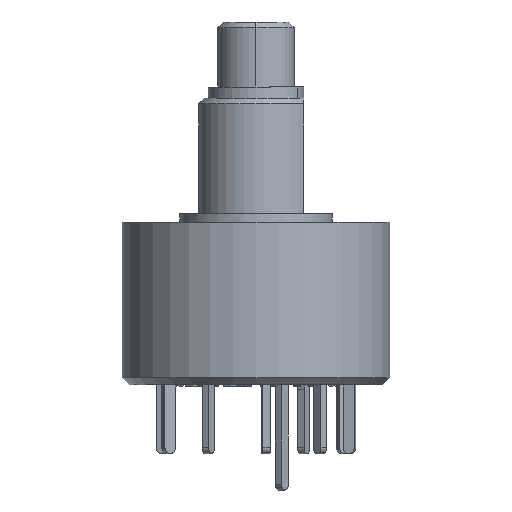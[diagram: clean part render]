
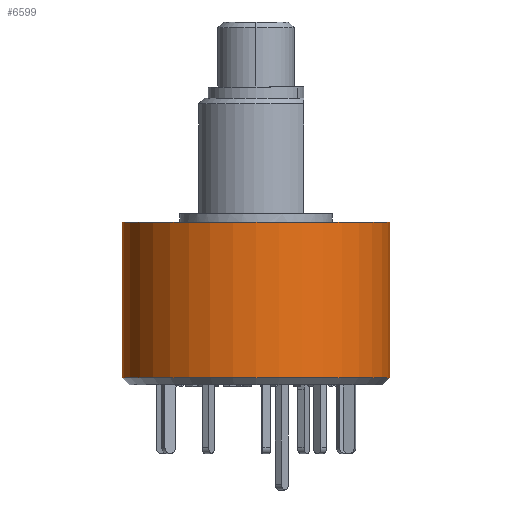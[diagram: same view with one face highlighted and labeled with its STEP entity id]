
A CAD part, left-side view. The second image highlights one B-rep face of the part: STEP entity #6599.
In plain terms, the highlighted cylindrical face has radius 7 mm (diameter 14 mm), a partial arc.
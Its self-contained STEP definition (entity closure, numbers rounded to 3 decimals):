
#120 = CARTESIAN_POINT ( 'NONE',  ( 0., 7., -8.574 ) ) ;
#514 = EDGE_LOOP ( 'NONE', ( #9985, #7210, #13744, #9601 ) ) ;
#551 = CARTESIAN_POINT ( 'NONE',  ( 0., -7., -0.45 ) ) ;
#823 = DIRECTION ( 'NONE',  ( 0., 0., 1. ) ) ;
#890 = AXIS2_PLACEMENT_3D ( 'NONE', #1122, #8366, #10836 ) ;
#1122 = CARTESIAN_POINT ( 'NONE',  ( 0., 0., -8.574 ) ) ;
#1573 = DIRECTION ( 'NONE',  ( 0., 0., -1. ) ) ;
#4401 = EDGE_CURVE ( 'NONE', #14325, #5461, #5499, .T. ) ;
#5407 = AXIS2_PLACEMENT_3D ( 'NONE', #6772, #10385, #14105 ) ;
#5461 = VERTEX_POINT ( 'NONE', #8641 ) ;
#5499 = CIRCLE ( 'NONE', #890, 7. ) ;
#6216 = FACE_OUTER_BOUND ( 'NONE', #514, .T. ) ;
#6599 = ADVANCED_FACE ( 'NONE', ( #6216 ), #9710, .T. ) ;
#6772 = CARTESIAN_POINT ( 'NONE',  ( 0., 0., -0.45 ) ) ;
#7054 = VECTOR ( 'NONE', #1573, 1000. ) ;
#7210 = ORIENTED_EDGE ( 'NONE', *, *, #12338, .F. ) ;
#7241 = LINE ( 'NONE', #14950, #7054 ) ;
#7822 = VERTEX_POINT ( 'NONE', #9909 ) ;
#8018 = VECTOR ( 'NONE', #14187, 1000. ) ;
#8366 = DIRECTION ( 'NONE',  ( 0., 0., 1. ) ) ;
#8641 = CARTESIAN_POINT ( 'NONE',  ( 0., -7., -8.574 ) ) ;
#8832 = EDGE_CURVE ( 'NONE', #11965, #5461, #13596, .T. ) ;
#9601 = ORIENTED_EDGE ( 'NONE', *, *, #4401, .T. ) ;
#9710 = CYLINDRICAL_SURFACE ( 'NONE', #5407, 7. ) ;
#9909 = CARTESIAN_POINT ( 'NONE',  ( 0., 7., -0.45 ) ) ;
#9985 = ORIENTED_EDGE ( 'NONE', *, *, #8832, .F. ) ;
#10385 = DIRECTION ( 'NONE',  ( 0., 0., -1. ) ) ;
#10836 = DIRECTION ( 'NONE',  ( 0., -1., 0. ) ) ;
#11584 = EDGE_CURVE ( 'NONE', #7822, #14325, #7241, .T. ) ;
#11810 = CIRCLE ( 'NONE', #14317, 7. ) ;
#11822 = DIRECTION ( 'NONE',  ( 0., -1., 0. ) ) ;
#11965 = VERTEX_POINT ( 'NONE', #15866 ) ;
#12338 = EDGE_CURVE ( 'NONE', #7822, #11965, #11810, .T. ) ;
#13596 = LINE ( 'NONE', #551, #8018 ) ;
#13744 = ORIENTED_EDGE ( 'NONE', *, *, #11584, .T. ) ;
#14105 = DIRECTION ( 'NONE',  ( 0., 1., 0. ) ) ;
#14187 = DIRECTION ( 'NONE',  ( 0., 0., -1. ) ) ;
#14202 = CARTESIAN_POINT ( 'NONE',  ( 0., 0., -0.45 ) ) ;
#14317 = AXIS2_PLACEMENT_3D ( 'NONE', #14202, #823, #11822 ) ;
#14325 = VERTEX_POINT ( 'NONE', #120 ) ;
#14950 = CARTESIAN_POINT ( 'NONE',  ( 0., 7., -0.45 ) ) ;
#15866 = CARTESIAN_POINT ( 'NONE',  ( 0., -7., -0.45 ) ) ;
